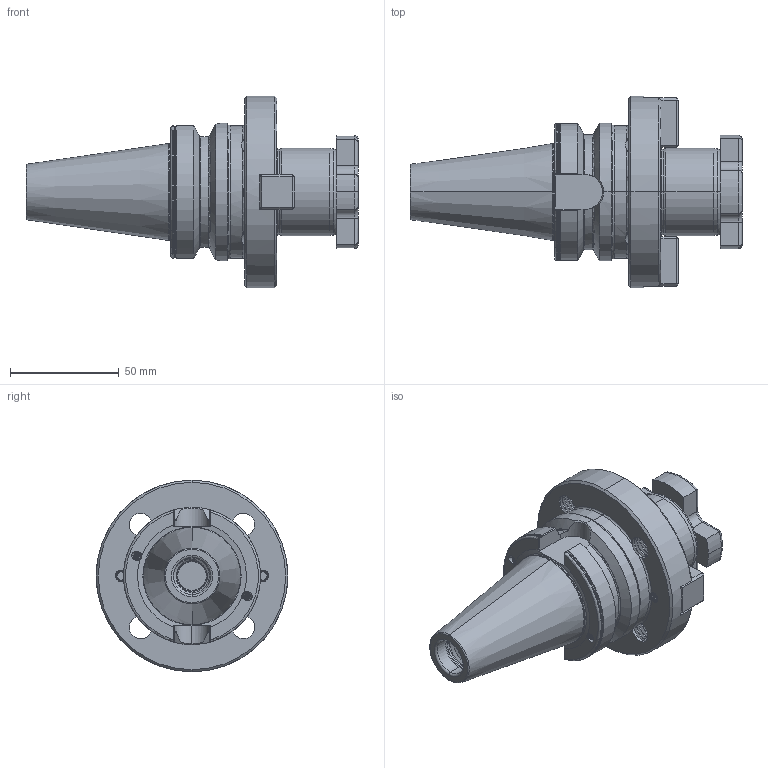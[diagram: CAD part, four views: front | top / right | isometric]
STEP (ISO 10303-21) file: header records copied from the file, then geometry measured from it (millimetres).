
FILE_DESCRIPTION (( 'STEP AP203' ), '1' );
FILE_NAME ('DC.406.11.40.STEP', '2017-10-18T07:56:59', ( '' ), ( '' ), 'SwSTEP 2.0', 'SolidWorks 2012', '' );
FILE_SCHEMA (( 'CONFIG_CONTROL_DESIGN' ));
Length unit declared in the file: millimetre
Products named in the file (5): 102.11.32_M5xP0.8-14L; 十字螺絲FMB40; DC.406.11.40; 面銑刀墊塊40
Assembly tree (6 placements, depth 2):
  DC.406.11.40
    DC.406.11.40
    面銑刀墊塊40  x2
    102.11.32_M5xP0.8-14L  x2
    十字螺絲FMB40
Bounding box: 152.4 x 88 x 88 mm (x, y, z)
Volume: 270771.8 mm3; surface area: 61766.7 mm2
Topology: 6 solids, 6 shells, 693 faces, 1865 edges, 1182 vertices
Faces by surface type: cylinder 339, plane 146, cone 89, torus 66, bspline 53
Entity records: 41906 total; most frequent: CARTESIAN_POINT 28159, ORIENTED_EDGE 3254, DIRECTION 2314, EDGE_CURVE 1627, VERTEX_POINT 1037, AXIS2_PLACEMENT_3D 893, EDGE_LOOP 612, ADVANCED_FACE 593
